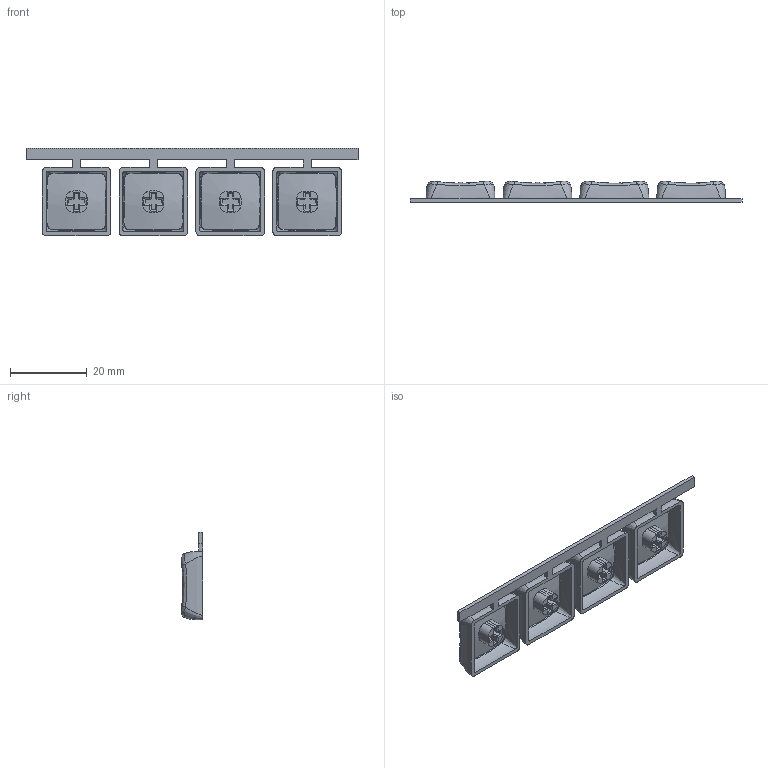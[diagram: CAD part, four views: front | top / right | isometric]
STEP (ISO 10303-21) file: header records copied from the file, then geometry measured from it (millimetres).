
FILE_DESCRIPTION(/* description */ (''),/* implementation_level */ '2;1');
FILE_NAME(/* name */ 'MX-homing-bumps-sprue.step',/* time_stamp */ '2022-10-28T22:55:11+03:00',/* author */ (''),/* organization */ (''),/* preprocessor_version */ 'ST-DEVELOPER v19.2',/* originating_system */ 'Autodesk Translation Framework v11.17.0.187',/* authorisation */ '');
FILE_SCHEMA (('AUTOMOTIVE_DESIGN { 1 0 10303 214 3 1 1 }'));
Length unit declared in the file: millimetre
Products named in the file (1): MX-homing-bumps-sprue
Bounding box: 86.36 x 5.48 x 22.87 mm (x, y, z)
Volume: 2889 mm3; surface area: 5858.6 mm2
Topology: 5 solids, 5 shells, 346 faces, 836 edges, 516 vertices
Faces by surface type: bspline 120, cylinder 112, plane 94, sphere 20
Entity records: 17051 total; most frequent: CARTESIAN_POINT 9789, ORIENTED_EDGE 1672, DIRECTION 1202, EDGE_CURVE 836, VERTEX_POINT 516, AXIS2_PLACEMENT_3D 447, EDGE_LOOP 362, FACE_OUTER_BOUND 346
